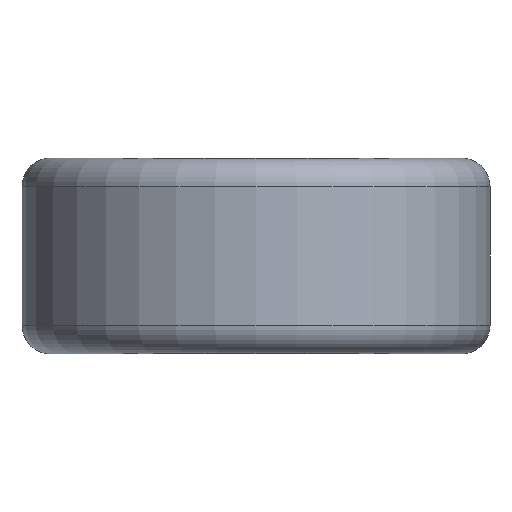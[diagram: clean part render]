
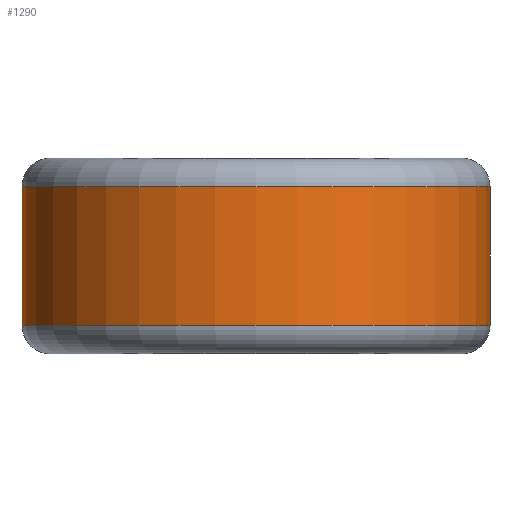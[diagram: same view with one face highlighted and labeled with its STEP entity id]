
A CAD part, front view. The second image highlights one B-rep face of the part: STEP entity #1290.
In plain terms, the highlighted cylindrical face has radius 8.25 mm (diameter 16.5 mm), a partial arc.
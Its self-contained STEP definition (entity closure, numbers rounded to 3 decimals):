
#123=DIRECTION('',(0.,0.,1.));
#124=VECTOR('',#123,4.9);
#125=CARTESIAN_POINT('',(8.25,0.,1.));
#126=LINE('',#125,#124);
#427=CARTESIAN_POINT('',(0.,0.,5.9));
#428=DIRECTION('',(0.,0.,1.));
#429=DIRECTION('',(-1.,0.,0.));
#430=AXIS2_PLACEMENT_3D('',#427,#428,#429);
#432=CARTESIAN_POINT('',(0.,0.,1.));
#433=DIRECTION('',(0.,0.,-1.));
#434=DIRECTION('',(1.,0.,0.));
#435=AXIS2_PLACEMENT_3D('',#432,#433,#434);
#437=DIRECTION('',(0.,0.,1.));
#438=VECTOR('',#437,4.9);
#439=CARTESIAN_POINT('',(-8.25,0.,1.));
#440=LINE('',#439,#438);
#493=CARTESIAN_POINT('',(-8.25,0.,5.9));
#494=CARTESIAN_POINT('',(8.25,0.,5.9));
#495=VERTEX_POINT('',#493);
#496=VERTEX_POINT('',#494);
#501=CARTESIAN_POINT('',(8.25,0.,1.));
#502=CARTESIAN_POINT('',(-8.25,0.,1.));
#503=VERTEX_POINT('',#501);
#504=VERTEX_POINT('',#502);
#1279=CARTESIAN_POINT('',(0.,0.,0.));
#1280=DIRECTION('',(0.,0.,1.));
#1281=DIRECTION('',(1.,0.,0.));
#1282=AXIS2_PLACEMENT_3D('',#1279,#1280,#1281);
#1283=CYLINDRICAL_SURFACE('',#1282,8.25);
#1284=ORIENTED_EDGE('',*,*,#1273,.T.);
#1285=ORIENTED_EDGE('',*,*,#555,.F.);
#1286=ORIENTED_EDGE('',*,*,#525,.T.);
#1287=ORIENTED_EDGE('',*,*,#552,.T.);
#1288=EDGE_LOOP('',(#1284,#1285,#1286,#1287));
#1289=FACE_OUTER_BOUND('',#1288,.F.);
#431=CIRCLE('',#430,8.25);
#436=CIRCLE('',#435,8.25);
#525=EDGE_CURVE('',#503,#504,#436,.T.);
#552=EDGE_CURVE('',#504,#495,#440,.T.);
#555=EDGE_CURVE('',#503,#496,#126,.T.);
#1273=EDGE_CURVE('',#495,#496,#431,.T.);
#1290=ADVANCED_FACE('',(#1289),#1283,.T.);
